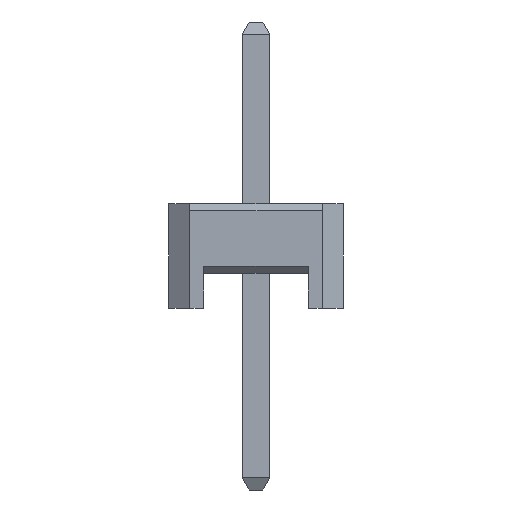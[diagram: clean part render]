
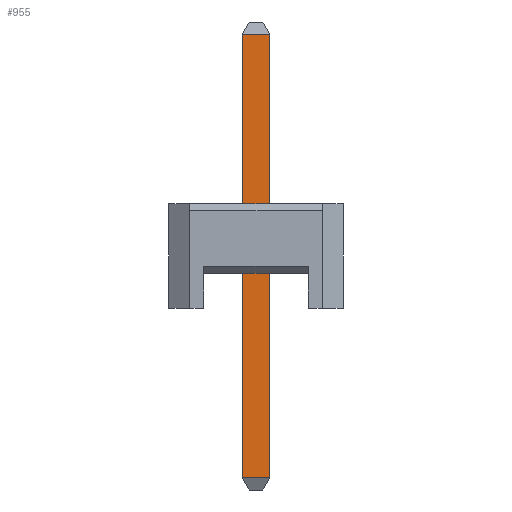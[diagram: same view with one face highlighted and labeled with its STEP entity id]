
A CAD part, left-side view. The second image highlights one B-rep face of the part: STEP entity #955.
In plain terms, the highlighted planar face has unit normal (-1, 0, 0).
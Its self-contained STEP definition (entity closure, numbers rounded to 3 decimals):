
#955=ADVANCED_FACE('',(#2353),#2355,.T.);
#2353=FACE_BOUND('',#2354,.T.);
#2354=EDGE_LOOP('',(#3430,#3431,#3432,#3433));
#2355=PLANE('',#2356);
#2356=AXIS2_PLACEMENT_3D('',#2357,#2358,#2359);
#2357=CARTESIAN_POINT('',(-0.2,0.2,-2.6));
#2358=DIRECTION('',(-1.,0.,0.));
#2359=DIRECTION('',(0.,-1.,0.));
#3430=ORIENTED_EDGE('',*,*,#4012,.F.);
#3431=ORIENTED_EDGE('',*,*,#4011,.F.);
#3432=ORIENTED_EDGE('',*,*,#4013,.T.);
#3433=ORIENTED_EDGE('',*,*,#4014,.T.);
#4011=EDGE_CURVE('',#4583,#4579,#4585,.T.);
#4012=EDGE_CURVE('',#4579,#4586,#4587,.T.);
#4013=EDGE_CURVE('',#4583,#4588,#4589,.T.);
#4014=EDGE_CURVE('',#4588,#4586,#4590,.T.);
#4579=VERTEX_POINT('',#5737);
#4583=VERTEX_POINT('',#5745);
#4585=LINE('',#5749,#5750);
#4586=VERTEX_POINT('',#5752);
#4587=LINE('',#5753,#5754);
#4588=VERTEX_POINT('',#5756);
#4589=LINE('',#5757,#5758);
#4590=LINE('',#5760,#5761);
#5737=CARTESIAN_POINT('',(-0.2,0.2,3.927));
#5745=CARTESIAN_POINT('',(-0.2,0.2,-2.427));
#5749=CARTESIAN_POINT('',(-0.2,0.2,-2.427));
#5750=VECTOR('',#5751,1.);
#5751=DIRECTION('',(0.,0.,1.));
#5752=CARTESIAN_POINT('',(-0.2,-0.2,3.927));
#5753=CARTESIAN_POINT('',(-0.2,0.2,3.927));
#5754=VECTOR('',#5755,1.);
#5755=DIRECTION('',(0.,-1.,0.));
#5756=CARTESIAN_POINT('',(-0.2,-0.2,-2.427));
#5757=CARTESIAN_POINT('',(-0.2,0.2,-2.427));
#5758=VECTOR('',#5759,1.);
#5759=DIRECTION('',(0.,-1.,0.));
#5760=CARTESIAN_POINT('',(-0.2,-0.2,-2.427));
#5761=VECTOR('',#5762,1.);
#5762=DIRECTION('',(0.,0.,1.));
